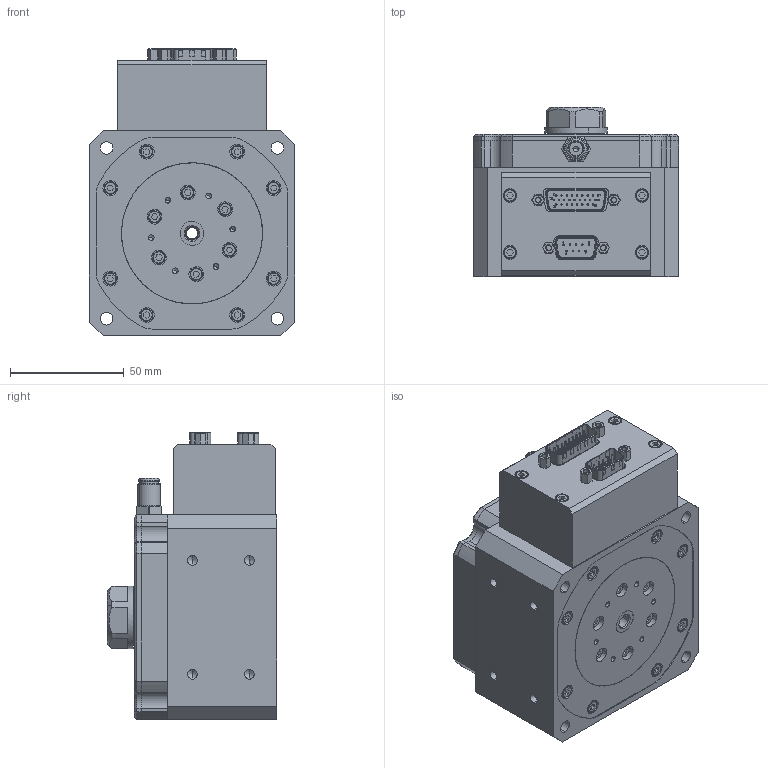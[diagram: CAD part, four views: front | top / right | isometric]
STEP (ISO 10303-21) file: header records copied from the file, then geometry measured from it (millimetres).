
FILE_DESCRIPTION (( 'STEP AP214' ), '1' );
FILE_NAME ('RCS-090-EXPORT REV 1.STEP', '2025-03-10T19:41:39', ( 'lab' ), ( '' ), 'SwSTEP 2.0', 'SolidWorks 2018', '' );
FILE_SCHEMA (( 'AUTOMOTIVE_DESIGN' ));
Length unit declared in the file: millimetre
Products named in the file (10): 1000002_file_export10; ER8-5MM-EXPORT_file_export2; 1000006_file_export1; RCS-090-EXPORT REV 1; 1000008_file_export5; 1000005_file_export12; 1000004_file_export4; 1000001_file_export0; 1000009_file_export9; 1000003_file_export8
Assembly tree (12 placements, depth 2):
  RCS-090-EXPORT REV 1
    1000001_file_export0
    1000002_file_export10  x4
    1000003_file_export8
    1000004_file_export4
    1000005_file_export12
    1000006_file_export1
    ER8-5MM-EXPORT_file_export2
    1000008_file_export5
    1000009_file_export9
Bounding box: 90 x 74.35 x 126.3 mm (x, y, z)
Volume: 574429.4 mm3; surface area: 111786.9 mm2
Topology: 64 solids, 64 shells, 1559 faces, 3637 edges, 2310 vertices
Faces by surface type: plane 756, cylinder 424, cone 189, bspline 178, torus 12
Entity records: 57693 total; most frequent: CARTESIAN_POINT 17193, ORIENTED_EDGE 6938, DIRECTION 6711, EDGE_CURVE 3469, AXIS2_PLACEMENT_3D 2403, VERTEX_POINT 2226, LINE 1905, VECTOR 1905
